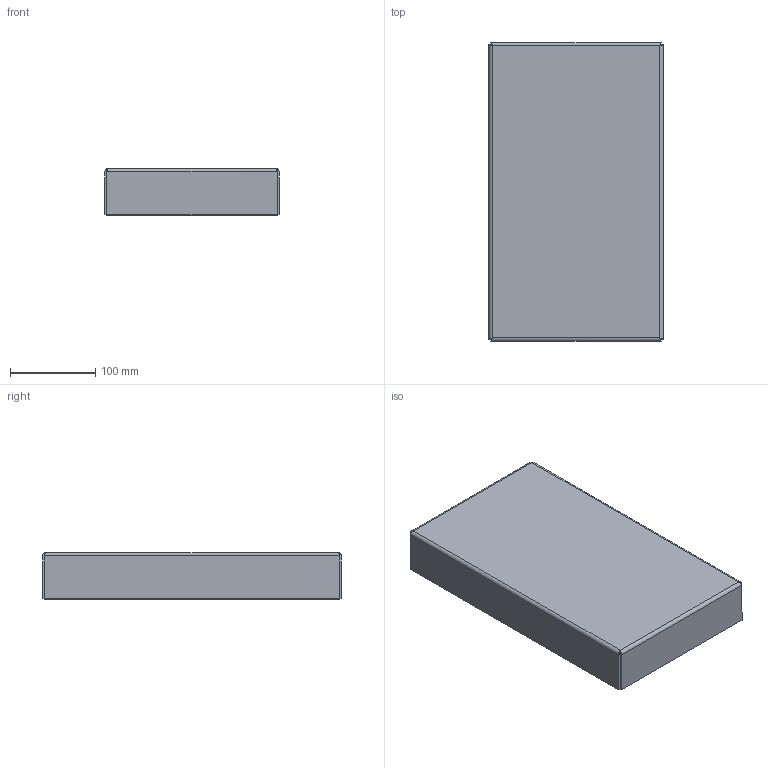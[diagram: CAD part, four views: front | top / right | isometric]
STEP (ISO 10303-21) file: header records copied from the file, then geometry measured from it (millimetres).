
FILE_DESCRIPTION(/* description */ (''),/* implementation_level */ '2;1');
FILE_NAME(/* name */ 'SVMN020350 -.stp',/* time_stamp */ '2019-05-22T14:40:08+02:00',/* author */ ('cr'),/* organization */ (''),/* preprocessor_version */ 'ST-DEVELOPER v17.2',/* originating_system */ 'Autodesk Inventor 2019',/* authorisation */ '');
FILE_SCHEMA (('AUTOMOTIVE_DESIGN { 1 0 10303 214 3 1 1 }'));
Length unit declared in the file: millimetre
Products named in the file (1): Part3
Bounding box: 204 x 350 x 55 mm (x, y, z)
Volume: 464688.3 mm3; surface area: 396631 mm2
Topology: 1 solids, 1 shells, 60 faces, 149 edges, 89 vertices
Faces by surface type: plane 32, cylinder 16, bspline 8, cone 4
Full cylindrical faces by diameter (mm): 6.647 x4, 12 x4
Entity records: 2041 total; most frequent: CARTESIAN_POINT 580, ORIENTED_EDGE 290, DIRECTION 254, EDGE_CURVE 145, LINE 100, VECTOR 100, VERTEX_POINT 89, AXIS2_PLACEMENT_3D 77
